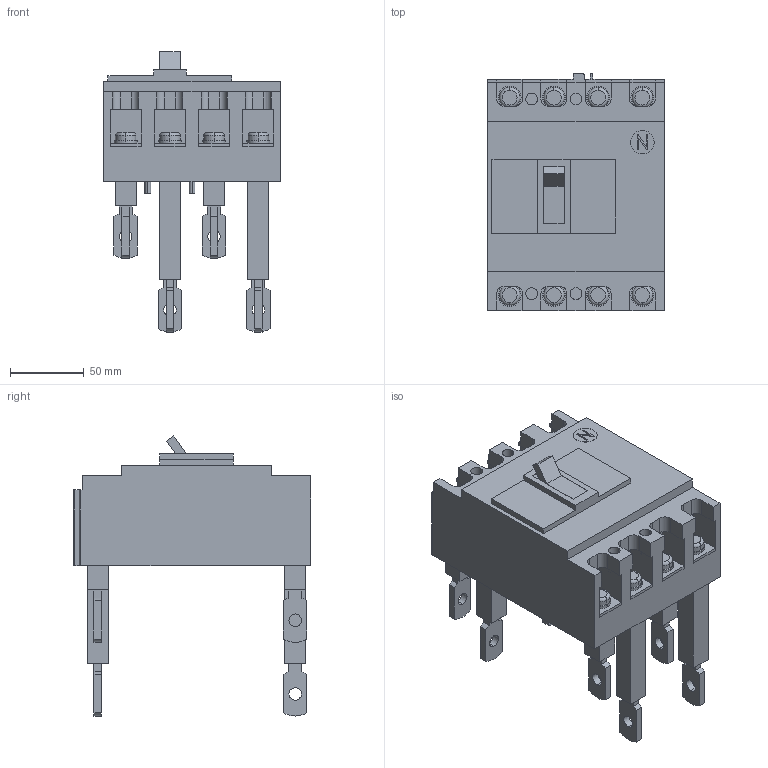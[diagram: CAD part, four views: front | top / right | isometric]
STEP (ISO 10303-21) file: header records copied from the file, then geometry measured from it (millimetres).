
FILE_DESCRIPTION(('CoCreate Modeling STEP Export'),'2;1');
FILE_NAME('Ｓ１００ＮＤ４Ｒ.stp','2016-03-31T13:33:54',(''),(''),'CoCreate Modeling STEP processor for AP214 (Solid Model)','CoCreate Modeling 17.0 01-Apr-2010 (C) Parametric Technology GmbH','');
FILE_SCHEMA(('AUTOMOTIVE_DESIGN { 1 0 10303 214 1 1 1 1 }'));
Length unit declared in the file: millimetre
Products named in the file (19): p1; p4.3; p4.7; p2.2; p4.4; p4.2; p3.1; p4.1; p4; p3; p3.2; p3.4; p3.5; p3.3; p4.5; p3.6; p3.7; p4.6; Ｓ１００ＮＤ４Ｒ
Assembly tree (21 placements, depth 2):
  Ｓ１００ＮＤ４Ｒ
    p4.6
    p3.7
    p3.6
    p4.5
    p3.3
    p3.5
    p3.4
    p3.2
    p3
    p4
    p4.1
    p3.1
    p4.2
    p2.2  x4
    p4.4
    p4.7
    p4.3
    p1
Bounding box: 120 x 161 x 190 mm (x, y, z)
Volume: 1238368.3 mm3; surface area: 146228.5 mm2
Topology: 21 solids, 21 shells, 510 faces, 1226 edges, 810 vertices
Faces by surface type: plane 320, cylinder 174, torus 16
Entity records: 14874 total; most frequent: ORIENTED_EDGE 2380, CARTESIAN_POINT 2233, DIRECTION 2089, EDGE_CURVE 1190, VECTOR 805, LINE 805, VERTEX_POINT 786, AXIS2_PLACEMENT_3D 642
